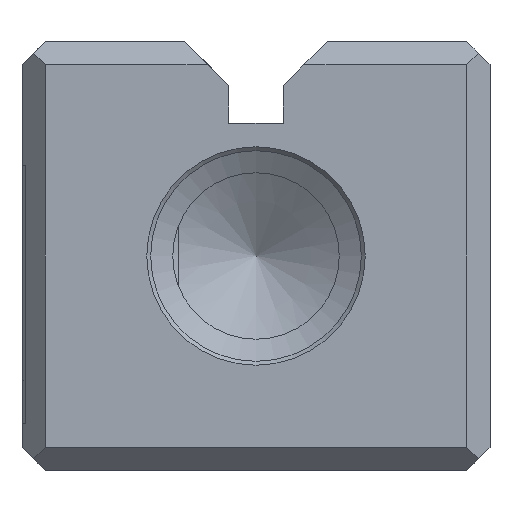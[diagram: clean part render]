
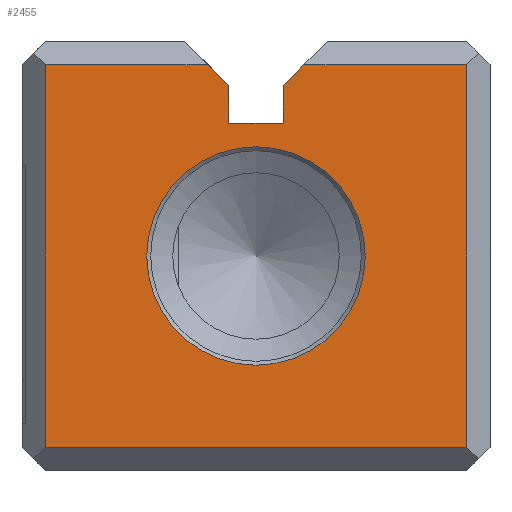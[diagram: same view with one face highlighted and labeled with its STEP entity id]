
A CAD part, front view. The second image highlights one B-rep face of the part: STEP entity #2455.
In plain terms, the highlighted planar face has unit normal (0, -1, 0).
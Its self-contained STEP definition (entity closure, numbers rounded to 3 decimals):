
#2455=ADVANCED_FACE('',(#3351,#3352),#2828,.T.);
#2828=PLANE('',#8685);
#3074=CIRCLE('',#8684,1.4);
#3351=FACE_BOUND('',#3539,.T.);
#3352=FACE_BOUND('',#3540,.T.);
#3539=EDGE_LOOP('',(#4237,#4238,#4239,#4240,#4241,#4242,#4243,#4244,#4245,
#4246));
#3540=EDGE_LOOP('',(#4247));
#4237=ORIENTED_EDGE('',*,*,#6689,.T.);
#4238=ORIENTED_EDGE('',*,*,#6690,.F.);
#4239=ORIENTED_EDGE('',*,*,#6691,.F.);
#4240=ORIENTED_EDGE('',*,*,#6692,.F.);
#4241=ORIENTED_EDGE('',*,*,#6693,.T.);
#4242=ORIENTED_EDGE('',*,*,#6694,.T.);
#4243=ORIENTED_EDGE('',*,*,#6695,.T.);
#4244=ORIENTED_EDGE('',*,*,#6696,.T.);
#4245=ORIENTED_EDGE('',*,*,#6697,.T.);
#4246=ORIENTED_EDGE('',*,*,#6698,.F.);
#4247=ORIENTED_EDGE('',*,*,#6699,.T.);
#6057=VERTEX_POINT('',#11133);
#6058=VERTEX_POINT('',#11134);
#6059=VERTEX_POINT('',#11136);
#6060=VERTEX_POINT('',#11138);
#6061=VERTEX_POINT('',#11140);
#6062=VERTEX_POINT('',#11142);
#6063=VERTEX_POINT('',#11144);
#6064=VERTEX_POINT('',#11146);
#6065=VERTEX_POINT('',#11148);
#6066=VERTEX_POINT('',#11150);
#6067=VERTEX_POINT('',#11153);
#6689=EDGE_CURVE('',#6057,#6058,#7511,.T.);
#6690=EDGE_CURVE('',#6059,#6058,#7512,.T.);
#6691=EDGE_CURVE('',#6060,#6059,#7513,.T.);
#6692=EDGE_CURVE('',#6061,#6060,#7514,.T.);
#6693=EDGE_CURVE('',#6061,#6062,#7515,.T.);
#6694=EDGE_CURVE('',#6062,#6063,#7516,.T.);
#6695=EDGE_CURVE('',#6063,#6064,#7517,.T.);
#6696=EDGE_CURVE('',#6064,#6065,#7518,.T.);
#6697=EDGE_CURVE('',#6065,#6066,#7519,.T.);
#6698=EDGE_CURVE('',#6057,#6066,#7520,.T.);
#6699=EDGE_CURVE('',#6067,#6067,#3074,.T.);
#7511=LINE('',#11132,#8171);
#7512=LINE('',#11135,#8172);
#7513=LINE('',#11137,#8173);
#7514=LINE('',#11139,#8174);
#7515=LINE('',#11141,#8175);
#7516=LINE('',#11143,#8176);
#7517=LINE('',#11145,#8177);
#7518=LINE('',#11147,#8178);
#7519=LINE('',#11149,#8179);
#7520=LINE('',#11151,#8180);
#8171=VECTOR('',#9217,1.);
#8172=VECTOR('',#9218,1.);
#8173=VECTOR('',#9219,1.);
#8174=VECTOR('',#9220,1.);
#8175=VECTOR('',#9221,1.);
#8176=VECTOR('',#9222,1.);
#8177=VECTOR('',#9223,1.);
#8178=VECTOR('',#9224,1.);
#8179=VECTOR('',#9225,1.);
#8180=VECTOR('',#9226,1.);
#8684=AXIS2_PLACEMENT_3D('',#11152,#9227,#9228);
#8685=AXIS2_PLACEMENT_3D('',#11154,#9229,#9230);
#9217=DIRECTION('',(0.,0.,-1.));
#9218=DIRECTION('',(1.,0.,0.));
#9219=DIRECTION('',(0.,0.,-1.));
#9220=DIRECTION('',(0.707,0.,-0.707));
#9221=DIRECTION('',(-1.,0.,0.));
#9222=DIRECTION('',(0.,0.,-1.));
#9223=DIRECTION('',(1.,0.,0.));
#9224=DIRECTION('',(0.,0.,1.));
#9225=DIRECTION('',(-1.,0.,0.));
#9226=DIRECTION('',(0.707,0.,0.707));
#9227=DIRECTION('',(0.,1.,0.));
#9228=DIRECTION('',(0.,0.,1.));
#9229=DIRECTION('',(0.,-1.,0.));
#9230=DIRECTION('',(0.,0.,1.));
#11132=CARTESIAN_POINT('',(3.35,0.,4.45));
#11133=CARTESIAN_POINT('',(3.35,0.,4.936));
#11134=CARTESIAN_POINT('',(3.35,0.,4.45));
#11135=CARTESIAN_POINT('',(2.65,0.,4.45));
#11136=CARTESIAN_POINT('',(2.65,0.,4.45));
#11137=CARTESIAN_POINT('',(2.65,0.,4.45));
#11138=CARTESIAN_POINT('',(2.65,0.,4.936));
#11139=CARTESIAN_POINT('',(2.086,0.,5.5));
#11140=CARTESIAN_POINT('',(2.386,0.,5.2));
#11141=CARTESIAN_POINT('',(3.,0.,5.2));
#11142=CARTESIAN_POINT('',(0.3,0.,5.2));
#11143=CARTESIAN_POINT('',(0.3,0.,0.));
#11144=CARTESIAN_POINT('',(0.3,0.,0.3));
#11145=CARTESIAN_POINT('',(3.,0.,0.3));
#11146=CARTESIAN_POINT('',(5.7,0.,0.3));
#11147=CARTESIAN_POINT('',(5.7,0.,0.));
#11148=CARTESIAN_POINT('',(5.7,0.,5.2));
#11149=CARTESIAN_POINT('',(3.,0.,5.2));
#11150=CARTESIAN_POINT('',(3.614,0.,5.2));
#11151=CARTESIAN_POINT('',(3.,0.,4.586));
#11152=CARTESIAN_POINT('',(3.,0.,2.75));
#11153=CARTESIAN_POINT('',(3.,0.,4.15));
#11154=CARTESIAN_POINT('',(3.,0.,0.));
